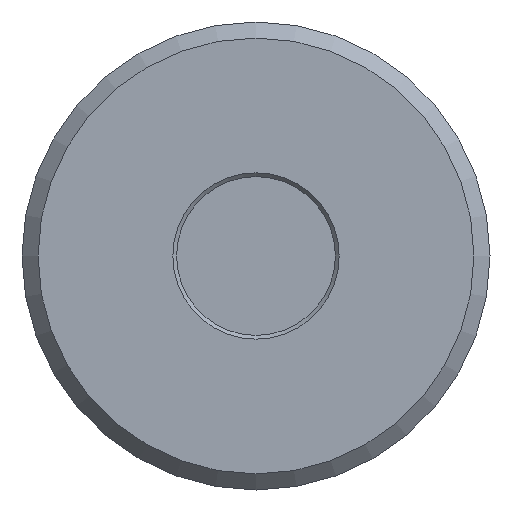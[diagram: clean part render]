
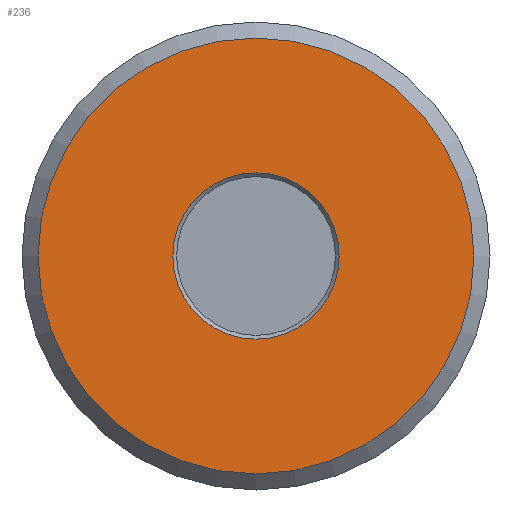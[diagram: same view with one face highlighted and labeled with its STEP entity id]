
A CAD part, front view. The second image highlights one B-rep face of the part: STEP entity #236.
In plain terms, the highlighted planar face has unit normal (0, -1, 0).
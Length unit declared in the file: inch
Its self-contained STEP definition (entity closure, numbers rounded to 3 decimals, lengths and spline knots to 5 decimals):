
#15 = CARTESIAN_POINT ( 'NONE',  ( 0., 0., 0.15551 ) ) ;
#18 = CIRCLE ( 'NONE', #495, 0.15551 ) ;
#21 = EDGE_CURVE ( 'NONE', #295, #295, #18, .T. ) ;
#78 = EDGE_LOOP ( 'NONE', ( #296 ) ) ;
#157 = EDGE_CURVE ( 'NONE', #382, #382, #218, .T. ) ;
#210 = EDGE_LOOP ( 'NONE', ( #474 ) ) ;
#218 = CIRCLE ( 'NONE', #540, 0.4075 ) ;
#236 = ADVANCED_FACE ( 'NONE', ( #294, #523 ), #393, .T. ) ;
#289 = AXIS2_PLACEMENT_3D ( 'NONE', #386, #302, #402 ) ;
#293 = DIRECTION ( 'NONE',  ( 0., 0., 1. ) ) ;
#294 = FACE_BOUND ( 'NONE', #210, .T. ) ;
#295 = VERTEX_POINT ( 'NONE', #15 ) ;
#296 = ORIENTED_EDGE ( 'NONE', *, *, #157, .F. ) ;
#298 = DIRECTION ( 'NONE',  ( 0., 1., 0. ) ) ;
#299 = CARTESIAN_POINT ( 'NONE',  ( 0., 0., 0. ) ) ;
#302 = DIRECTION ( 'NONE',  ( 0., -1., 0. ) ) ;
#347 = CARTESIAN_POINT ( 'NONE',  ( 0., 0., 0. ) ) ;
#359 = DIRECTION ( 'NONE',  ( 0., 0., 1. ) ) ;
#363 = DIRECTION ( 'NONE',  ( 0., 1., 0. ) ) ;
#382 = VERTEX_POINT ( 'NONE', #488 ) ;
#386 = CARTESIAN_POINT ( 'NONE',  ( -0.15551, 0., 0. ) ) ;
#393 = PLANE ( 'NONE',  #289 ) ;
#402 = DIRECTION ( 'NONE',  ( 0., 0., -1. ) ) ;
#474 = ORIENTED_EDGE ( 'NONE', *, *, #21, .T. ) ;
#488 = CARTESIAN_POINT ( 'NONE',  ( 0., 0., 0.4075 ) ) ;
#495 = AXIS2_PLACEMENT_3D ( 'NONE', #347, #363, #359 ) ;
#523 = FACE_OUTER_BOUND ( 'NONE', #78, .T. ) ;
#540 = AXIS2_PLACEMENT_3D ( 'NONE', #299, #298, #293 ) ;
